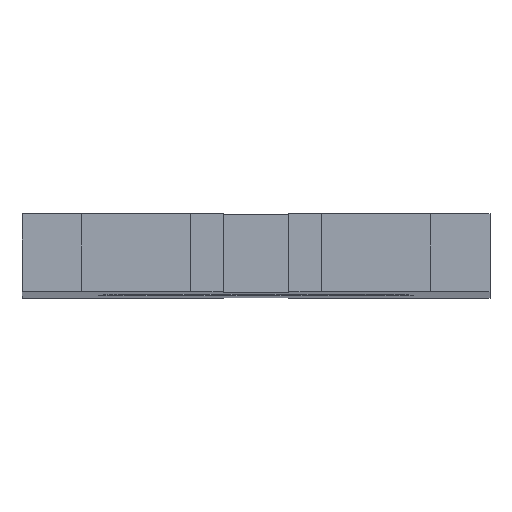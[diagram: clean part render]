
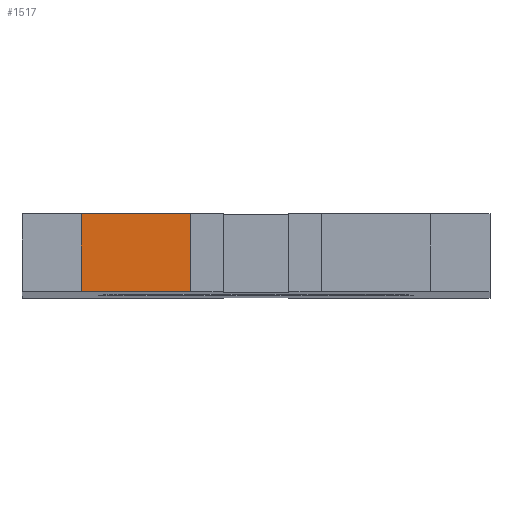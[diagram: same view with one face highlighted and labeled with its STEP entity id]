
A CAD part, top view. The second image highlights one B-rep face of the part: STEP entity #1517.
In plain terms, the highlighted planar face has unit normal (0, 0, 1).
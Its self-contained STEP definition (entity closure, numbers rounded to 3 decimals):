
#121=CARTESIAN_POINT('Vertex',(-11.2,5.,125.)) ;
#124=CARTESIAN_POINT('Line Origine',(-7.7,5.,125.)) ;
#128=CARTESIAN_POINT('Vertex',(-4.2,5.,125.)) ;
#1102=CARTESIAN_POINT('Vertex',(-4.2,0.,125.)) ;
#1105=CARTESIAN_POINT('Line Origine',(-7.7,0.,125.)) ;
#1109=CARTESIAN_POINT('Vertex',(-11.2,0.,125.)) ;
#1489=CARTESIAN_POINT('Line Origine',(-11.2,2.5,125.)) ;
#1501=CARTESIAN_POINT('Axis2P3D Location',(-11.2,5.,125.)) ;
#1506=CARTESIAN_POINT('Line Origine',(-4.2,2.5,125.)) ;
#125=DIRECTION('Vector Direction',(1.,0.,0.)) ;
#1106=DIRECTION('Vector Direction',(1.,0.,0.)) ;
#1490=DIRECTION('Vector Direction',(0.,-1.,0.)) ;
#1502=DIRECTION('Axis2P3D Direction',(0.,0.,-1.)) ;
#1503=DIRECTION('Axis2P3D XDirection',(-1.,0.,-0.)) ;
#1507=DIRECTION('Vector Direction',(0.,-1.,0.)) ;
#1504=AXIS2_PLACEMENT_3D('Plane Axis2P3D',#1501,#1502,#1503) ;
#1512=ORIENTED_EDGE('',*,*,#1111,.T.) ;
#1513=ORIENTED_EDGE('',*,*,#1510,.F.) ;
#1514=ORIENTED_EDGE('',*,*,#130,.F.) ;
#1515=ORIENTED_EDGE('',*,*,#1493,.T.) ;
#126=VECTOR('Line Direction',#125,1.) ;
#1107=VECTOR('Line Direction',#1106,1.) ;
#1491=VECTOR('Line Direction',#1490,1.) ;
#1508=VECTOR('Line Direction',#1507,1.) ;
#1517=ADVANCED_FACE('Saliente-Extruir1',(#1516),#1505,.F.) ;
#130=EDGE_CURVE('',#122,#129,#127,.T.) ;
#1111=EDGE_CURVE('',#1110,#1103,#1108,.T.) ;
#1493=EDGE_CURVE('',#122,#1110,#1492,.T.) ;
#1510=EDGE_CURVE('',#129,#1103,#1509,.T.) ;
#1511=EDGE_LOOP('',(#1512,#1513,#1514,#1515)) ;
#1516=FACE_OUTER_BOUND('',#1511,.T.) ;
#127=LINE('Line',#124,#126) ;
#1108=LINE('Line',#1105,#1107) ;
#1492=LINE('Line',#1489,#1491) ;
#1509=LINE('Line',#1506,#1508) ;
#1505=PLANE('Plane',#1504) ;
#122=VERTEX_POINT('',#121) ;
#129=VERTEX_POINT('',#128) ;
#1103=VERTEX_POINT('',#1102) ;
#1110=VERTEX_POINT('',#1109) ;
